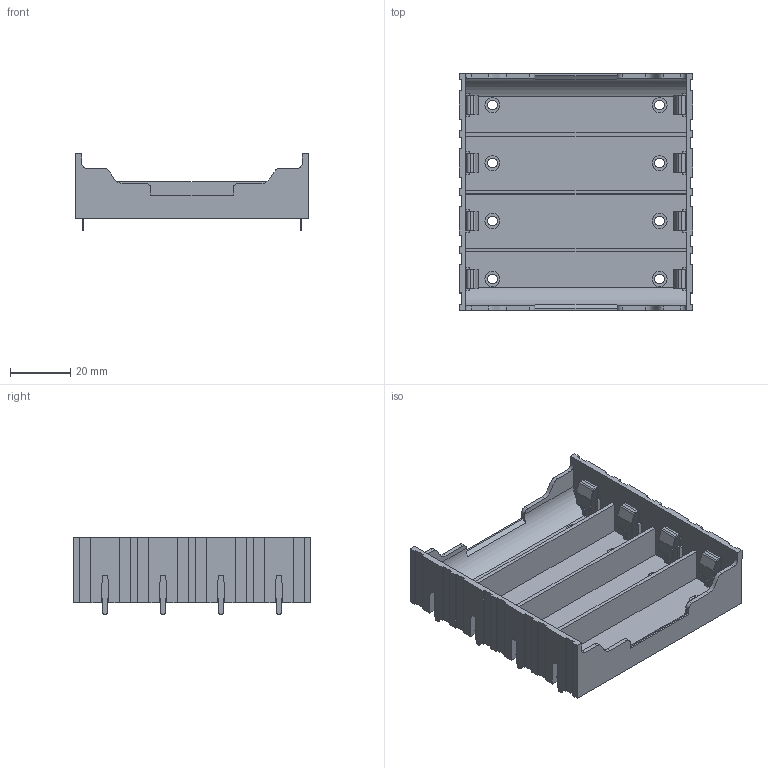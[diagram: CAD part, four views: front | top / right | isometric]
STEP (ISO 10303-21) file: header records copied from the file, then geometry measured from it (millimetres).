
FILE_DESCRIPTION (( 'STEP AP214' ), '1' );
FILE_NAME ('User Library-18650 Full.STEP', '2020-08-06T12:59:27', ( '' ), ( '' ), 'SwSTEP 2.0', 'SolidWorks 2020', '' );
FILE_SCHEMA (( 'AUTOMOTIVE_DESIGN' ));
Length unit declared in the file: millimetre
Products named in the file (3): User Library-18650 Full; 18650m_4; 18650s___ _________
Assembly tree (9 placements, depth 2):
  User Library-18650 Full
    18650m_4
    18650s___ _________  x8
Bounding box: 77.65 x 78.7 x 25.48 mm (x, y, z)
Volume: 22747.9 mm3; surface area: 30197.8 mm2
Topology: 9 solids, 9 shells, 680 faces, 1754 edges, 1084 vertices
Faces by surface type: plane 516, cylinder 160, bspline 4
Entity records: 11550 total; most frequent: CARTESIAN_POINT 2096, ORIENTED_EDGE 2024, DIRECTION 1836, EDGE_CURVE 1012, VECTOR 868, LINE 868, VERTEX_POINT 664, AXIS2_PLACEMENT_3D 484
